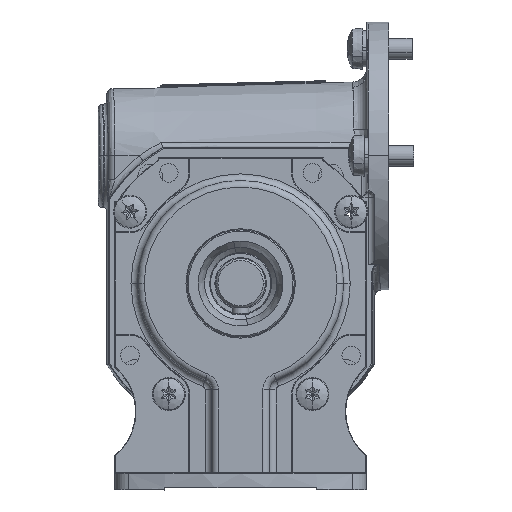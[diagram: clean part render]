
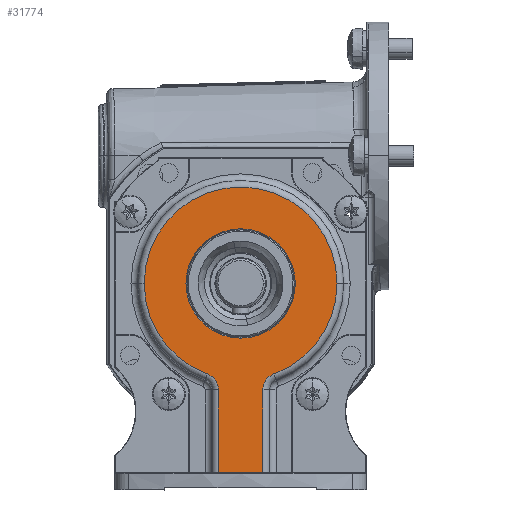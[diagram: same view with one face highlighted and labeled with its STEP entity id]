
A CAD part, top view. The second image highlights one B-rep face of the part: STEP entity #31774.
In plain terms, the highlighted planar face has unit normal (0, 0, 1).
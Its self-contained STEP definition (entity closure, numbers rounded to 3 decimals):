
#3330 = CARTESIAN_POINT ( 'NONE',  ( 13.264, -31., 30.5 ) ) ;
#3332 = CARTESIAN_POINT ( 'NONE',  ( -13.264, -31., 30.5 ) ) ;
#3344 = CARTESIAN_POINT ( 'NONE',  ( -8.084, -52.959, 30.5 ) ) ;
#3348 = CARTESIAN_POINT ( 'NONE',  ( 23.4, -31., 30.5 ) ) ;
#3350 = CARTESIAN_POINT ( 'NONE',  ( -23.4, -31., 30.5 ) ) ;
#4780 = CARTESIAN_POINT ( 'NONE',  ( 8.084, -52.959, 30.5 ) ) ;
#7062 = AXIS2_PLACEMENT_3D ( 'NONE', #16786, #16791, #16792 ) ;
#7808 = AXIS2_PLACEMENT_3D ( 'NONE', #23575, #23576, #23577 ) ;
#7907 = AXIS2_PLACEMENT_3D ( 'NONE', #26032, #26033, #26034 ) ;
#7913 = AXIS2_PLACEMENT_3D ( 'NONE', #26062, #26063, #26064 ) ;
#8180 = AXIS2_PLACEMENT_3D ( 'NONE', #13522, #13523, #13524 ) ;
#8181 = AXIS2_PLACEMENT_3D ( 'NONE', #13525, #13526, #13527 ) ;
#8655 = AXIS2_PLACEMENT_3D ( 'NONE', #20289, #20290, #20291 ) ;
#8666 = AXIS2_PLACEMENT_3D ( 'NONE', #20329, #20330, #20331 ) ;
#10143 = VERTEX_POINT ( 'NONE', #29279 ) ;
#11479 = EDGE_CURVE ( 'NONE', #30734, #30736, #19305, .T. ) ;
#11511 = EDGE_CURVE ( 'NONE', #30752, #30754, #19318, .T. ) ;
#13522 = CARTESIAN_POINT ( 'NONE',  ( -9.5, -56.807, 30.5 ) ) ;
#13523 = DIRECTION ( 'NONE',  ( 0., 0., -1. ) ) ;
#13524 = DIRECTION ( 'NONE',  ( -1., 0., 0. ) ) ;
#13525 = CARTESIAN_POINT ( 'NONE',  ( 0., -31., 30.5 ) ) ;
#13526 = DIRECTION ( 'NONE',  ( 0., 0., 1. ) ) ;
#13527 = DIRECTION ( 'NONE',  ( -1., 0., 0. ) ) ;
#13655 = CARTESIAN_POINT ( 'NONE',  ( 9.5, -76.9, 30.5 ) ) ;
#13656 = DIRECTION ( 'NONE',  ( 1., 0., 0. ) ) ;
#15211 = FACE_OUTER_BOUND ( 'NONE', #22804, .T. ) ;
#15217 = FACE_BOUND ( 'NONE', #22800, .T. ) ;
#15851 = CIRCLE ( 'NONE', #7808, 23.4 ) ;
#16087 = CIRCLE ( 'NONE', #7907, 4.1 ) ;
#16102 = LINE ( 'NONE', #26059, #16105 ) ;
#16104 = CIRCLE ( 'NONE', #7913, 13.264 ) ;
#16105 = VECTOR ( 'NONE', #26060, 1000. ) ;
#16106 = LINE ( 'NONE', #26056, #16108 ) ;
#16108 = VECTOR ( 'NONE', #26041, 1000. ) ;
#16786 = CARTESIAN_POINT ( 'NONE',  ( 9.5, -56.807, 30.5 ) ) ;
#16789 = PLANE ( 'NONE',  #7062 ) ;
#16791 = DIRECTION ( 'NONE',  ( 0., 0., -1. ) ) ;
#16792 = DIRECTION ( 'NONE',  ( -1., 0., 0. ) ) ;
#19305 = CIRCLE ( 'NONE', #8655, 13.264 ) ;
#19318 = CIRCLE ( 'NONE', #8666, 23.4 ) ;
#20062 = VERTEX_POINT ( 'NONE', #4780 ) ;
#20289 = CARTESIAN_POINT ( 'NONE',  ( 0., -31., 30.5 ) ) ;
#20290 = DIRECTION ( 'NONE',  ( 0., 0., -1. ) ) ;
#20291 = DIRECTION ( 'NONE',  ( -1., 0., 0. ) ) ;
#20329 = CARTESIAN_POINT ( 'NONE',  ( 0., -31., 30.5 ) ) ;
#20330 = DIRECTION ( 'NONE',  ( 0., 0., 1. ) ) ;
#20331 = DIRECTION ( 'NONE',  ( -1., 0., 0. ) ) ;
#22800 = EDGE_LOOP ( 'NONE', ( #30336, #30335 ) ) ;
#22804 = EDGE_LOOP ( 'NONE', ( #30334, #30333, #30332, #30331, #30330, #30329, #30328, #30327 ) ) ;
#23575 = CARTESIAN_POINT ( 'NONE',  ( 0., -31., 30.5 ) ) ;
#23576 = DIRECTION ( 'NONE',  ( 0., 0., 1. ) ) ;
#23577 = DIRECTION ( 'NONE',  ( -1., 0., 0. ) ) ;
#25418 = CARTESIAN_POINT ( 'NONE',  ( 5.4, -76.9, 30.5 ) ) ;
#25428 = CARTESIAN_POINT ( 'NONE',  ( -5.4, -56.807, 30.5 ) ) ;
#25451 = CARTESIAN_POINT ( 'NONE',  ( -5.4, -76.9, 30.5 ) ) ;
#26032 = CARTESIAN_POINT ( 'NONE',  ( 9.5, -56.807, 30.5 ) ) ;
#26033 = DIRECTION ( 'NONE',  ( 0., 0., -1. ) ) ;
#26034 = DIRECTION ( 'NONE',  ( -1., 0., 0. ) ) ;
#26041 = DIRECTION ( 'NONE',  ( 0., 1., 0. ) ) ;
#26056 = CARTESIAN_POINT ( 'NONE',  ( 5.4, -56.807, 30.5 ) ) ;
#26059 = CARTESIAN_POINT ( 'NONE',  ( -5.4, -56.807, 30.5 ) ) ;
#26060 = DIRECTION ( 'NONE',  ( 0., -1., 0. ) ) ;
#26062 = CARTESIAN_POINT ( 'NONE',  ( 0., -31., 30.5 ) ) ;
#26063 = DIRECTION ( 'NONE',  ( 0., 0., -1. ) ) ;
#26064 = DIRECTION ( 'NONE',  ( -1., 0., 0. ) ) ;
#27326 = CIRCLE ( 'NONE', #8180, 4.1 ) ;
#27333 = CIRCLE ( 'NONE', #8181, 23.4 ) ;
#27361 = LINE ( 'NONE', #13655, #27363 ) ;
#27363 = VECTOR ( 'NONE', #13656, 1000. ) ;
#27800 = VERTEX_POINT ( 'NONE', #25418 ) ;
#27810 = VERTEX_POINT ( 'NONE', #25428 ) ;
#27833 = VERTEX_POINT ( 'NONE', #25451 ) ;
#29279 = CARTESIAN_POINT ( 'NONE',  ( 5.4, -56.807, 30.5 ) ) ;
#30327 = ORIENTED_EDGE ( 'NONE', *, *, #32868, .T. ) ;
#30328 = ORIENTED_EDGE ( 'NONE', *, *, #32134, .T. ) ;
#30329 = ORIENTED_EDGE ( 'NONE', *, *, #11511, .T. ) ;
#30330 = ORIENTED_EDGE ( 'NONE', *, *, #32869, .T. ) ;
#30331 = ORIENTED_EDGE ( 'NONE', *, *, #32294, .T. ) ;
#30332 = ORIENTED_EDGE ( 'NONE', *, *, #32306, .T. ) ;
#30333 = ORIENTED_EDGE ( 'NONE', *, *, #32897, .T. ) ;
#30334 = ORIENTED_EDGE ( 'NONE', *, *, #32304, .T. ) ;
#30335 = ORIENTED_EDGE ( 'NONE', *, *, #32305, .T. ) ;
#30336 = ORIENTED_EDGE ( 'NONE', *, *, #11479, .T. ) ;
#30734 = VERTEX_POINT ( 'NONE', #3330 ) ;
#30736 = VERTEX_POINT ( 'NONE', #3332 ) ;
#30748 = VERTEX_POINT ( 'NONE', #3344 ) ;
#30752 = VERTEX_POINT ( 'NONE', #3348 ) ;
#30754 = VERTEX_POINT ( 'NONE', #3350 ) ;
#31774 = ADVANCED_FACE ( 'NONE', ( #15217, #15211 ), #16789, .F. ) ;
#32134 = EDGE_CURVE ( 'NONE', #30754, #30748, #15851, .T. ) ;
#32294 = EDGE_CURVE ( 'NONE', #10143, #20062, #16087, .T. ) ;
#32304 = EDGE_CURVE ( 'NONE', #27810, #27833, #16102, .T. ) ;
#32305 = EDGE_CURVE ( 'NONE', #30736, #30734, #16104, .T. ) ;
#32306 = EDGE_CURVE ( 'NONE', #27800, #10143, #16106, .T. ) ;
#32868 = EDGE_CURVE ( 'NONE', #30748, #27810, #27326, .T. ) ;
#32869 = EDGE_CURVE ( 'NONE', #20062, #30752, #27333, .T. ) ;
#32897 = EDGE_CURVE ( 'NONE', #27833, #27800, #27361, .T. ) ;
